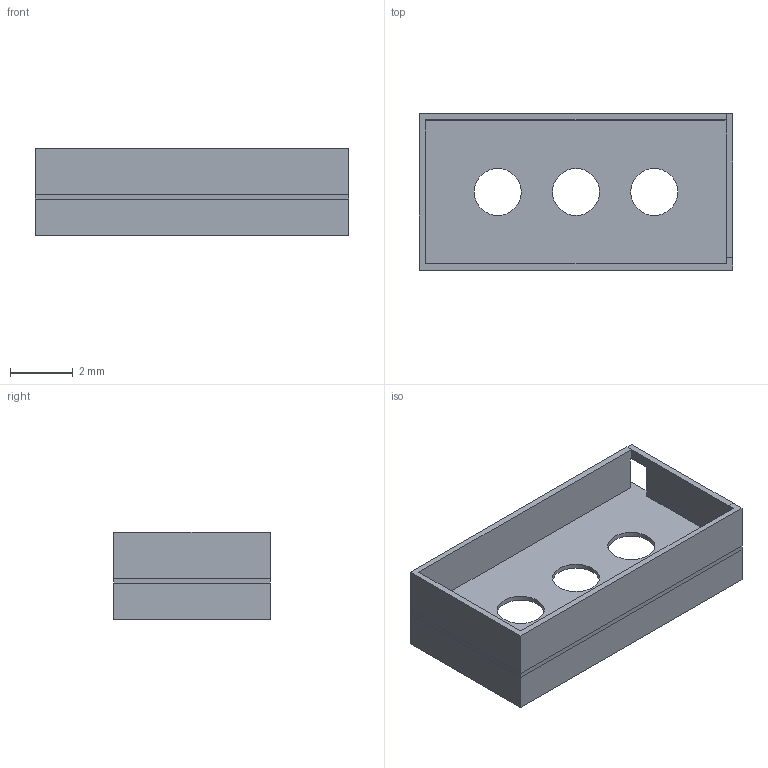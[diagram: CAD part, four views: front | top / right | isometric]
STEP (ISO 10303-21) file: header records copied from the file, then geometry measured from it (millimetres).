
FILE_DESCRIPTION(('Open CASCADE Model'),'2;1');
FILE_NAME('Open CASCADE Shape Model','2026-02-19T14:06:22',('Author'),( 'Open CASCADE'),'Open CASCADE STEP processor 7.9','Open CASCADE 7.9' ,'Unknown');
FILE_SCHEMA(('AUTOMOTIVE_DESIGN { 1 0 10303 214 1 1 1 1 }'));
Length unit declared in the file: millimetre
Products named in the file (1): Open CASCADE STEP translator 7.9 1
Bounding box: 10 x 5 x 2.8 mm (x, y, z)
Volume: 21.8 mm3; surface area: 248.6 mm2
Topology: 1 solids, 1 shells, 44 faces, 114 edges, 68 vertices
Faces by surface type: plane 41, cylinder 3
Full cylindrical faces by diameter (mm): 1.5 x3
Entity records: 2776 total; most frequent: CARTESIAN_POINT 483, DIRECTION 410, LINE 302, VECTOR 302, ORIENTED_EDGE 228, PCURVE 228, DEFINITIONAL_REPRESENTATION 228, EDGE_CURVE 114
